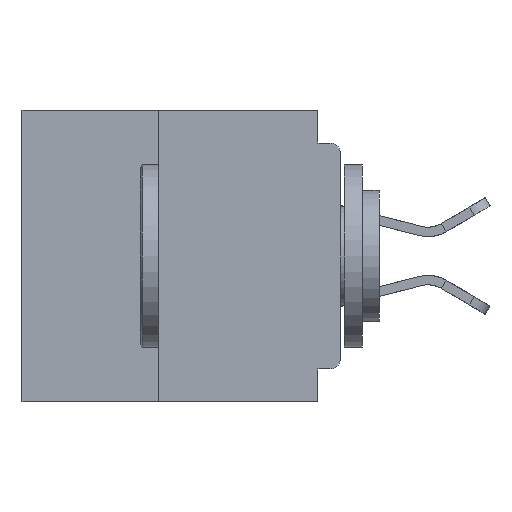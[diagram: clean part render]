
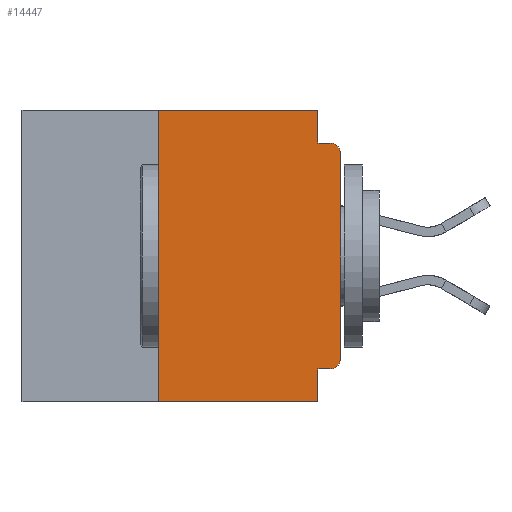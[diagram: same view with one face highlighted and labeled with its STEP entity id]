
A CAD part, left-side view. The second image highlights one B-rep face of the part: STEP entity #14447.
In plain terms, the highlighted planar face has unit normal (-1, 0, 0).
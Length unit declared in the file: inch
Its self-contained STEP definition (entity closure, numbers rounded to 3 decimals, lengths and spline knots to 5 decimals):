
#293 = VECTOR ( 'NONE', #15885, 39.37008 ) ;
#343 = EDGE_CURVE ( 'NONE', #23159, #3176, #21075, .T. ) ;
#487 = VERTEX_POINT ( 'NONE', #38348 ) ;
#746 = ORIENTED_EDGE ( 'NONE', *, *, #1348, .F. ) ;
#1348 = EDGE_CURVE ( 'NONE', #13212, #6045, #2825, .T. ) ;
#1872 = DIRECTION ( 'NONE',  ( 0., 0., 1. ) ) ;
#2417 = CARTESIAN_POINT ( 'NONE',  ( 0., 0.031, -0.4 ) ) ;
#2536 = EDGE_CURVE ( 'NONE', #24238, #3299, #37856, .T. ) ;
#2825 = LINE ( 'NONE', #17126, #33627 ) ;
#3156 = EDGE_CURVE ( 'NONE', #487, #3176, #24419, .T. ) ;
#3176 = VERTEX_POINT ( 'NONE', #28334 ) ;
#3299 = VERTEX_POINT ( 'NONE', #13602 ) ;
#3518 = EDGE_CURVE ( 'NONE', #24238, #34811, #36548, .T. ) ;
#4276 = PLANE ( 'NONE',  #14756 ) ;
#5724 = CARTESIAN_POINT ( 'NONE',  ( 0., 0.437, -0.4 ) ) ;
#6045 = VERTEX_POINT ( 'NONE', #34780 ) ;
#7363 = DIRECTION ( 'NONE',  ( 0., 0., -1. ) ) ;
#7464 = VECTOR ( 'NONE', #8832, 39.37008 ) ;
#7707 = CARTESIAN_POINT ( 'NONE',  ( 0., 0., -0.34 ) ) ;
#8090 = CARTESIAN_POINT ( 'NONE',  ( 0., 0.25, 0. ) ) ;
#8832 = DIRECTION ( 'NONE',  ( 0., -1., 0. ) ) ;
#9968 = ORIENTED_EDGE ( 'NONE', *, *, #2536, .F. ) ;
#11656 = VERTEX_POINT ( 'NONE', #38306 ) ;
#13183 = VECTOR ( 'NONE', #1872, 39.37008 ) ;
#13212 = VERTEX_POINT ( 'NONE', #8090 ) ;
#13602 = CARTESIAN_POINT ( 'NONE',  ( 0., 0.031, -0.355 ) ) ;
#14447 = ADVANCED_FACE ( 'NONE', ( #20351 ), #4276, .F. ) ;
#14756 = AXIS2_PLACEMENT_3D ( 'NONE', #25201, #25332, #7363 ) ;
#14937 = ORIENTED_EDGE ( 'NONE', *, *, #3518, .T. ) ;
#15885 = DIRECTION ( 'NONE',  ( 0., 0., -1. ) ) ;
#17052 = EDGE_CURVE ( 'NONE', #6045, #23159, #31246, .T. ) ;
#17126 = CARTESIAN_POINT ( 'NONE',  ( 0., 0.437, 0. ) ) ;
#17288 = EDGE_CURVE ( 'NONE', #11656, #13212, #21109, .T. ) ;
#17386 = VERTEX_POINT ( 'NONE', #2417 ) ;
#17451 = EDGE_CURVE ( 'NONE', #11656, #17386, #31209, .T. ) ;
#17994 = EDGE_CURVE ( 'NONE', #3299, #17386, #35218, .T. ) ;
#18463 = ORIENTED_EDGE ( 'NONE', *, *, #343, .F. ) ;
#19361 = EDGE_LOOP ( 'NONE', ( #36733, #26008, #18463, #28300, #746, #20068, #22553, #24882, #9968, #14937 ) ) ;
#19628 = VECTOR ( 'NONE', #35164, 39.37008 ) ;
#19856 = CARTESIAN_POINT ( 'NONE',  ( 0., 0.25, -0.4 ) ) ;
#20068 = ORIENTED_EDGE ( 'NONE', *, *, #17288, .F. ) ;
#20351 = FACE_OUTER_BOUND ( 'NONE', #19361, .T. ) ;
#21075 = LINE ( 'NONE', #22774, #35662 ) ;
#21109 = LINE ( 'NONE', #19856, #13183 ) ;
#21589 = VECTOR ( 'NONE', #31045, 39.37008 ) ;
#21840 = CARTESIAN_POINT ( 'NONE',  ( 0., 0.031, 0. ) ) ;
#22553 = ORIENTED_EDGE ( 'NONE', *, *, #17451, .T. ) ;
#22774 = CARTESIAN_POINT ( 'NONE',  ( 0., 0., -0.045 ) ) ;
#23159 = VERTEX_POINT ( 'NONE', #23665 ) ;
#23327 = DIRECTION ( 'NONE',  ( 0., -1., 0. ) ) ;
#23454 = DIRECTION ( 'NONE',  ( 0., 0., 1. ) ) ;
#23665 = CARTESIAN_POINT ( 'NONE',  ( 0., 0.031, -0.045 ) ) ;
#24238 = VERTEX_POINT ( 'NONE', #31621 ) ;
#24419 = CIRCLE ( 'NONE', #29834, 0.015 ) ;
#24882 = ORIENTED_EDGE ( 'NONE', *, *, #17994, .F. ) ;
#25201 = CARTESIAN_POINT ( 'NONE',  ( 0., 0.437, 0. ) ) ;
#25227 = DIRECTION ( 'NONE',  ( 0., 0., -1. ) ) ;
#25273 = DIRECTION ( 'NONE',  ( -1., 0., 0. ) ) ;
#25332 = DIRECTION ( 'NONE',  ( 1., 0., 0. ) ) ;
#25359 = CARTESIAN_POINT ( 'NONE',  ( 0., 0.015, -0.34 ) ) ;
#25366 = LINE ( 'NONE', #26439, #32205 ) ;
#26008 = ORIENTED_EDGE ( 'NONE', *, *, #3156, .T. ) ;
#26439 = CARTESIAN_POINT ( 'NONE',  ( 0., 0., 0. ) ) ;
#28300 = ORIENTED_EDGE ( 'NONE', *, *, #17052, .F. ) ;
#28334 = CARTESIAN_POINT ( 'NONE',  ( 0., 0.015, -0.045 ) ) ;
#29360 = CARTESIAN_POINT ( 'NONE',  ( 0., 0.031, -0.4 ) ) ;
#29834 = AXIS2_PLACEMENT_3D ( 'NONE', #31442, #31007, #30505 ) ;
#30505 = DIRECTION ( 'NONE',  ( 0., 0., -1. ) ) ;
#30870 = CARTESIAN_POINT ( 'NONE',  ( 0., 0., -0.355 ) ) ;
#31007 = DIRECTION ( 'NONE',  ( -1., 0., 0. ) ) ;
#31045 = DIRECTION ( 'NONE',  ( 0., 1., 0. ) ) ;
#31209 = LINE ( 'NONE', #5724, #7464 ) ;
#31246 = LINE ( 'NONE', #21840, #293 ) ;
#31442 = CARTESIAN_POINT ( 'NONE',  ( 0., 0.015, -0.06 ) ) ;
#31621 = CARTESIAN_POINT ( 'NONE',  ( 0., 0.015, -0.355 ) ) ;
#32205 = VECTOR ( 'NONE', #23454, 39.37008 ) ;
#33627 = VECTOR ( 'NONE', #23327, 39.37008 ) ;
#33909 = DIRECTION ( 'NONE',  ( 0., -1., 0. ) ) ;
#34780 = CARTESIAN_POINT ( 'NONE',  ( 0., 0.031, 0. ) ) ;
#34811 = VERTEX_POINT ( 'NONE', #7707 ) ;
#35164 = DIRECTION ( 'NONE',  ( 0., 0., -1. ) ) ;
#35218 = LINE ( 'NONE', #29360, #19628 ) ;
#35662 = VECTOR ( 'NONE', #33909, 39.37008 ) ;
#36548 = CIRCLE ( 'NONE', #36752, 0.015 ) ;
#36733 = ORIENTED_EDGE ( 'NONE', *, *, #36888, .T. ) ;
#36752 = AXIS2_PLACEMENT_3D ( 'NONE', #25359, #25273, #25227 ) ;
#36888 = EDGE_CURVE ( 'NONE', #34811, #487, #25366, .T. ) ;
#37856 = LINE ( 'NONE', #30870, #21589 ) ;
#38306 = CARTESIAN_POINT ( 'NONE',  ( 0., 0.25, -0.4 ) ) ;
#38348 = CARTESIAN_POINT ( 'NONE',  ( 0., 0., -0.06 ) ) ;
